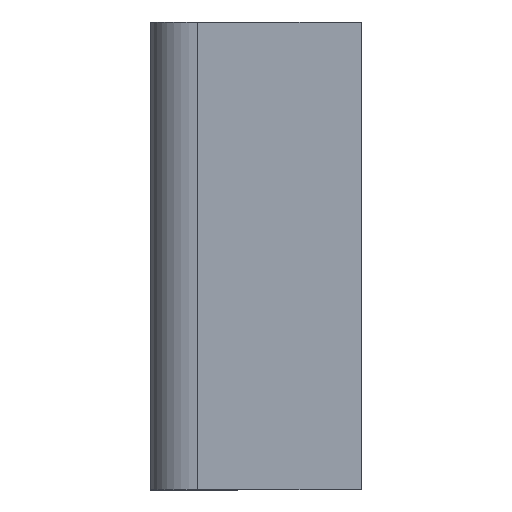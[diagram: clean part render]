
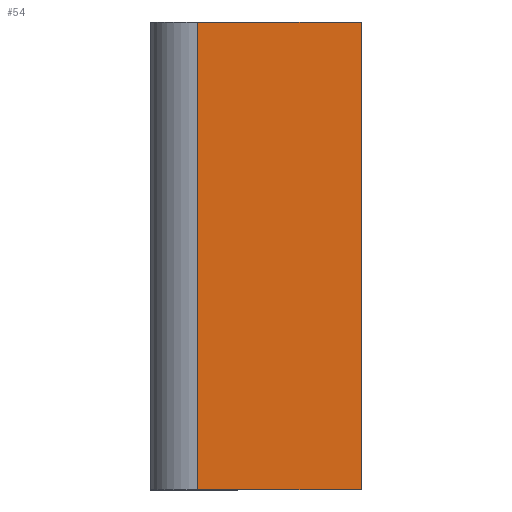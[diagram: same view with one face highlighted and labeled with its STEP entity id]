
A CAD part, left-side view. The second image highlights one B-rep face of the part: STEP entity #54.
In plain terms, the highlighted planar face has unit normal (-1, 0, 0).
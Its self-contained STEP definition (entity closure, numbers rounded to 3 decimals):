
#25 = VECTOR ( 'NONE', #307, 1000. ) ;
#40 = LINE ( 'NONE', #310, #25 ) ;
#54 = ADVANCED_FACE ( 'NONE', ( #79 ), #492, .F. ) ;
#79 = FACE_OUTER_BOUND ( 'NONE', #120, .T. ) ;
#120 = EDGE_LOOP ( 'NONE', ( #151, #544, #189, #121 ) ) ;
#121 = ORIENTED_EDGE ( 'NONE', *, *, #573, .T. ) ;
#128 = VECTOR ( 'NONE', #409, 1000. ) ;
#144 = VERTEX_POINT ( 'NONE', #386 ) ;
#151 = ORIENTED_EDGE ( 'NONE', *, *, #369, .T. ) ;
#186 = VERTEX_POINT ( 'NONE', #308 ) ;
#189 = ORIENTED_EDGE ( 'NONE', *, *, #201, .F. ) ;
#201 = EDGE_CURVE ( 'NONE', #186, #212, #40, .T. ) ;
#211 = AXIS2_PLACEMENT_3D ( 'NONE', #495, #477, #473 ) ;
#212 = VERTEX_POINT ( 'NONE', #579 ) ;
#223 = EDGE_CURVE ( 'NONE', #212, #251, #594, .T. ) ;
#243 = VECTOR ( 'NONE', #337, 1000. ) ;
#251 = VERTEX_POINT ( 'NONE', #459 ) ;
#263 = LINE ( 'NONE', #336, #243 ) ;
#300 = LINE ( 'NONE', #415, #128 ) ;
#307 = DIRECTION ( 'NONE',  ( 0., -1., 0. ) ) ;
#308 = CARTESIAN_POINT ( 'NONE',  ( -10., 14., 40. ) ) ;
#310 = CARTESIAN_POINT ( 'NONE',  ( -10., 0., 40. ) ) ;
#336 = CARTESIAN_POINT ( 'NONE',  ( -10., 14., 40. ) ) ;
#337 = DIRECTION ( 'NONE',  ( 0., 0., -1. ) ) ;
#369 = EDGE_CURVE ( 'NONE', #144, #251, #300, .T. ) ;
#386 = CARTESIAN_POINT ( 'NONE',  ( -10., 14., 0. ) ) ;
#409 = DIRECTION ( 'NONE',  ( 0., -1., 0. ) ) ;
#415 = CARTESIAN_POINT ( 'NONE',  ( -10., 0., 0. ) ) ;
#459 = CARTESIAN_POINT ( 'NONE',  ( -10., 0., 0. ) ) ;
#473 = DIRECTION ( 'NONE',  ( 0., 0., -1. ) ) ;
#477 = DIRECTION ( 'NONE',  ( 1., 0., 0. ) ) ;
#489 = DIRECTION ( 'NONE',  ( 0., 0., -1. ) ) ;
#492 = PLANE ( 'NONE',  #211 ) ;
#494 = CARTESIAN_POINT ( 'NONE',  ( -10., 0., 40. ) ) ;
#495 = CARTESIAN_POINT ( 'NONE',  ( -10., 0., 40. ) ) ;
#544 = ORIENTED_EDGE ( 'NONE', *, *, #223, .F. ) ;
#573 = EDGE_CURVE ( 'NONE', #186, #144, #263, .T. ) ;
#579 = CARTESIAN_POINT ( 'NONE',  ( -10., 0., 40. ) ) ;
#588 = VECTOR ( 'NONE', #489, 1000. ) ;
#594 = LINE ( 'NONE', #494, #588 ) ;
